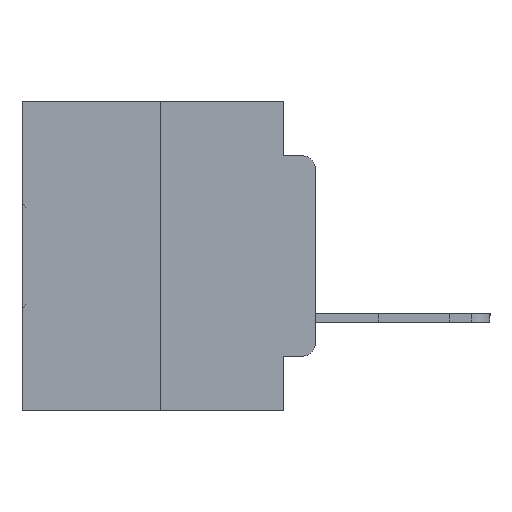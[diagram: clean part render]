
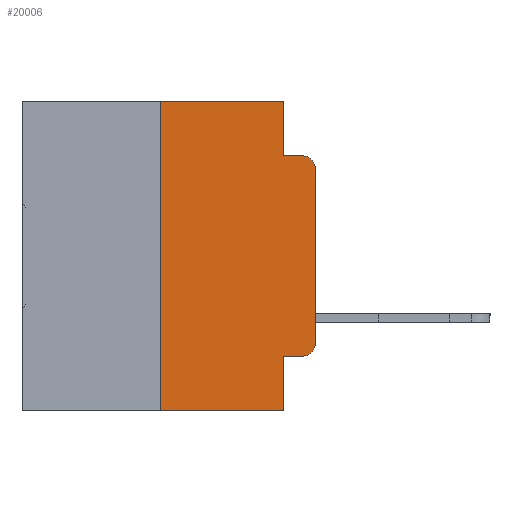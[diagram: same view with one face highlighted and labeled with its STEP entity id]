
A CAD part, left-side view. The second image highlights one B-rep face of the part: STEP entity #20006.
In plain terms, the highlighted planar face has unit normal (-1, 0, 0).
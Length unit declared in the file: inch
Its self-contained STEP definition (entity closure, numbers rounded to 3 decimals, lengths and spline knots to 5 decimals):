
#346 = CIRCLE ( 'NONE', #13510, 0.02 ) ;
#1468 = DIRECTION ( 'NONE',  ( -1., 0., 0. ) ) ;
#1980 = LINE ( 'NONE', #4515, #28207 ) ;
#2476 = PLANE ( 'NONE',  #27345 ) ;
#3548 = VECTOR ( 'NONE', #13649, 39.37008 ) ;
#3928 = ORIENTED_EDGE ( 'NONE', *, *, #17555, .T. ) ;
#4106 = CARTESIAN_POINT ( 'NONE',  ( 0., 0.051, 0. ) ) ;
#4515 = CARTESIAN_POINT ( 'NONE',  ( 0., 0.25, 0. ) ) ;
#4972 = CARTESIAN_POINT ( 'NONE',  ( 0., 0.051, -0.0885 ) ) ;
#5910 = VERTEX_POINT ( 'NONE', #14622 ) ;
#6056 = EDGE_CURVE ( 'NONE', #8799, #7633, #17595, .T. ) ;
#6150 = CIRCLE ( 'NONE', #22612, 0.02 ) ;
#6473 = CARTESIAN_POINT ( 'NONE',  ( 0., 0.051, 0. ) ) ;
#6558 = LINE ( 'NONE', #8741, #30982 ) ;
#6670 = EDGE_CURVE ( 'NONE', #20716, #7871, #346, .T. ) ;
#6699 = CARTESIAN_POINT ( 'NONE',  ( 0., 0., 0. ) ) ;
#7007 = CARTESIAN_POINT ( 'NONE',  ( 0., 0.25, -0.5 ) ) ;
#7283 = VECTOR ( 'NONE', #23670, 39.37008 ) ;
#7633 = VERTEX_POINT ( 'NONE', #22690 ) ;
#7871 = VERTEX_POINT ( 'NONE', #28369 ) ;
#8051 = CARTESIAN_POINT ( 'NONE',  ( 0., 0.051, -0.4115 ) ) ;
#8071 = EDGE_LOOP ( 'NONE', ( #29618, #3928, #30372, #30027, #17464, #17864, #18285, #19896, #26044, #14248 ) ) ;
#8368 = CARTESIAN_POINT ( 'NONE',  ( 0., 0.02, -0.4115 ) ) ;
#8605 = VECTOR ( 'NONE', #26981, 39.37008 ) ;
#8741 = CARTESIAN_POINT ( 'NONE',  ( 0., 0.473, 0. ) ) ;
#8799 = VERTEX_POINT ( 'NONE', #15390 ) ;
#9010 = VERTEX_POINT ( 'NONE', #18541 ) ;
#9973 = CARTESIAN_POINT ( 'NONE',  ( 0., 0.02, -0.3915 ) ) ;
#10102 = CARTESIAN_POINT ( 'NONE',  ( 0., 0.473, 0. ) ) ;
#10120 = LINE ( 'NONE', #6699, #28026 ) ;
#11219 = DIRECTION ( 'NONE',  ( 0., -1., 0. ) ) ;
#12076 = DIRECTION ( 'NONE',  ( 0., 0., 1. ) ) ;
#12462 = DIRECTION ( 'NONE',  ( 0., 0., -1. ) ) ;
#12577 = DIRECTION ( 'NONE',  ( 1., 0., 0. ) ) ;
#13320 = VERTEX_POINT ( 'NONE', #20144 ) ;
#13347 = EDGE_CURVE ( 'NONE', #29392, #20716, #30898, .T. ) ;
#13510 = AXIS2_PLACEMENT_3D ( 'NONE', #9973, #27039, #12462 ) ;
#13649 = DIRECTION ( 'NONE',  ( 0., 0., -1. ) ) ;
#13885 = LINE ( 'NONE', #6473, #7283 ) ;
#14248 = ORIENTED_EDGE ( 'NONE', *, *, #6670, .T. ) ;
#14622 = CARTESIAN_POINT ( 'NONE',  ( 0., 0., -0.1085 ) ) ;
#15117 = LINE ( 'NONE', #22092, #8605 ) ;
#15390 = CARTESIAN_POINT ( 'NONE',  ( 0., 0.051, -0.0885 ) ) ;
#16405 = CARTESIAN_POINT ( 'NONE',  ( 0., 0.02, -0.1085 ) ) ;
#16692 = LINE ( 'NONE', #30578, #3548 ) ;
#17278 = EDGE_CURVE ( 'NONE', #13320, #30357, #6558, .T. ) ;
#17464 = ORIENTED_EDGE ( 'NONE', *, *, #17278, .F. ) ;
#17555 = EDGE_CURVE ( 'NONE', #5910, #7633, #6150, .T. ) ;
#17595 = LINE ( 'NONE', #4972, #29042 ) ;
#17864 = ORIENTED_EDGE ( 'NONE', *, *, #27995, .F. ) ;
#18148 = EDGE_CURVE ( 'NONE', #29392, #9010, #13885, .T. ) ;
#18285 = ORIENTED_EDGE ( 'NONE', *, *, #25424, .T. ) ;
#18541 = CARTESIAN_POINT ( 'NONE',  ( 0., 0.051, -0.5 ) ) ;
#18853 = DIRECTION ( 'NONE',  ( 0., 0., -1. ) ) ;
#19896 = ORIENTED_EDGE ( 'NONE', *, *, #18148, .F. ) ;
#20006 = ADVANCED_FACE ( 'NONE', ( #21521 ), #2476, .F. ) ;
#20144 = CARTESIAN_POINT ( 'NONE',  ( 0., 0.25, 0. ) ) ;
#20240 = DIRECTION ( 'NONE',  ( 0., -1., 0. ) ) ;
#20716 = VERTEX_POINT ( 'NONE', #8368 ) ;
#20950 = VERTEX_POINT ( 'NONE', #7007 ) ;
#21307 = DIRECTION ( 'NONE',  ( 0., 0., 1. ) ) ;
#21521 = FACE_OUTER_BOUND ( 'NONE', #8071, .T. ) ;
#22092 = CARTESIAN_POINT ( 'NONE',  ( 0., 0.473, -0.5 ) ) ;
#22612 = AXIS2_PLACEMENT_3D ( 'NONE', #16405, #1468, #18853 ) ;
#22690 = CARTESIAN_POINT ( 'NONE',  ( 0., 0.02, -0.0885 ) ) ;
#23670 = DIRECTION ( 'NONE',  ( 0., 0., -1. ) ) ;
#25152 = CARTESIAN_POINT ( 'NONE',  ( 0., 0.051, -0.4115 ) ) ;
#25424 = EDGE_CURVE ( 'NONE', #20950, #9010, #15117, .T. ) ;
#25806 = EDGE_CURVE ( 'NONE', #7871, #5910, #10120, .T. ) ;
#26044 = ORIENTED_EDGE ( 'NONE', *, *, #13347, .T. ) ;
#26981 = DIRECTION ( 'NONE',  ( 0., -1., 0. ) ) ;
#27039 = DIRECTION ( 'NONE',  ( -1., 0., 0. ) ) ;
#27345 = AXIS2_PLACEMENT_3D ( 'NONE', #10102, #12577, #29560 ) ;
#27995 = EDGE_CURVE ( 'NONE', #20950, #13320, #1980, .T. ) ;
#28026 = VECTOR ( 'NONE', #21307, 39.37008 ) ;
#28207 = VECTOR ( 'NONE', #12076, 39.37008 ) ;
#28369 = CARTESIAN_POINT ( 'NONE',  ( 0., 0., -0.3915 ) ) ;
#29042 = VECTOR ( 'NONE', #29675, 39.37008 ) ;
#29392 = VERTEX_POINT ( 'NONE', #25152 ) ;
#29560 = DIRECTION ( 'NONE',  ( 0., 0., -1. ) ) ;
#29605 = EDGE_CURVE ( 'NONE', #30357, #8799, #16692, .T. ) ;
#29618 = ORIENTED_EDGE ( 'NONE', *, *, #25806, .T. ) ;
#29675 = DIRECTION ( 'NONE',  ( 0., -1., 0. ) ) ;
#30027 = ORIENTED_EDGE ( 'NONE', *, *, #29605, .F. ) ;
#30152 = VECTOR ( 'NONE', #20240, 39.37008 ) ;
#30357 = VERTEX_POINT ( 'NONE', #4106 ) ;
#30372 = ORIENTED_EDGE ( 'NONE', *, *, #6056, .F. ) ;
#30578 = CARTESIAN_POINT ( 'NONE',  ( 0., 0.051, 0. ) ) ;
#30898 = LINE ( 'NONE', #8051, #30152 ) ;
#30982 = VECTOR ( 'NONE', #11219, 39.37008 ) ;
